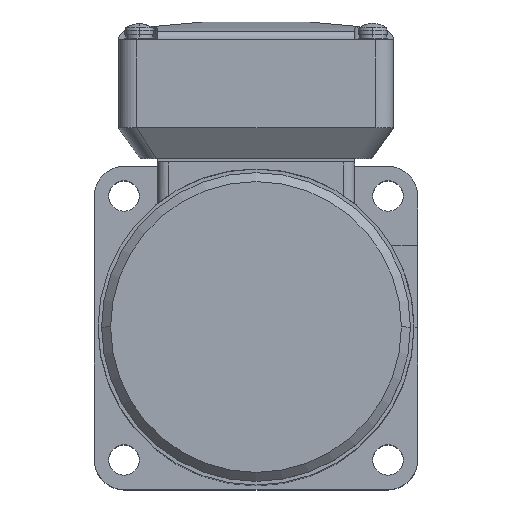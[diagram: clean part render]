
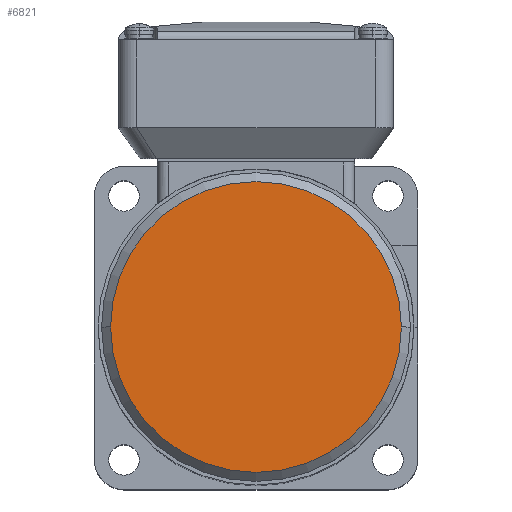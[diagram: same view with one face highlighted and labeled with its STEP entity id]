
A CAD part, top view. The second image highlights one B-rep face of the part: STEP entity #6821.
In plain terms, the highlighted planar face has unit normal (0, 0, 1).
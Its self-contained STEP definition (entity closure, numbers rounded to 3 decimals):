
#120 = CARTESIAN_POINT ( 'NONE',  ( 0., 0., 164. ) ) ;
#121 = DIRECTION ( 'NONE',  ( 0., 0., -1. ) ) ;
#122 = DIRECTION ( 'NONE',  ( -1., 0., 0. ) ) ;
#188 = CARTESIAN_POINT ( 'NONE',  ( 0., 0., 164. ) ) ;
#189 = DIRECTION ( 'NONE',  ( 0., 0., -1. ) ) ;
#190 = DIRECTION ( 'NONE',  ( -1., 0., 0. ) ) ;
#1082 = AXIS2_PLACEMENT_3D ( 'NONE', #5223, #5224, #5225 ) ;
#1794 = FACE_OUTER_BOUND ( 'NONE', #2988, .T. ) ;
#2478 = VERTEX_POINT ( 'NONE', #7867 ) ;
#2516 = VERTEX_POINT ( 'NONE', #7829 ) ;
#2988 = EDGE_LOOP ( 'NONE', ( #5942, #5949 ) ) ;
#5222 = PLANE ( 'NONE',  #1082 ) ;
#5223 = CARTESIAN_POINT ( 'NONE',  ( 0., 0., 164. ) ) ;
#5224 = DIRECTION ( 'NONE',  ( 0., 0., 1. ) ) ;
#5225 = DIRECTION ( 'NONE',  ( 0., -1., 0. ) ) ;
#5942 = ORIENTED_EDGE ( 'NONE', *, *, #6453, .F. ) ;
#5949 = ORIENTED_EDGE ( 'NONE', *, *, #6433, .F. ) ;
#6433 = EDGE_CURVE ( 'NONE', #2478, #2516, #7168, .T. ) ;
#6453 = EDGE_CURVE ( 'NONE', #2516, #2478, #9254, .T. ) ;
#6821 = ADVANCED_FACE ( 'NONE', ( #1794 ), #5222, .T. ) ;
#7168 = CIRCLE ( 'NONE', #7172, 40.5 ) ;
#7172 = AXIS2_PLACEMENT_3D ( 'NONE', #120, #121, #122 ) ;
#7829 = CARTESIAN_POINT ( 'NONE',  ( -40.5, 0., 164. ) ) ;
#7867 = CARTESIAN_POINT ( 'NONE',  ( 40.5, 0., 164. ) ) ;
#9251 = AXIS2_PLACEMENT_3D ( 'NONE', #188, #189, #190 ) ;
#9254 = CIRCLE ( 'NONE', #9251, 40.5 ) ;
